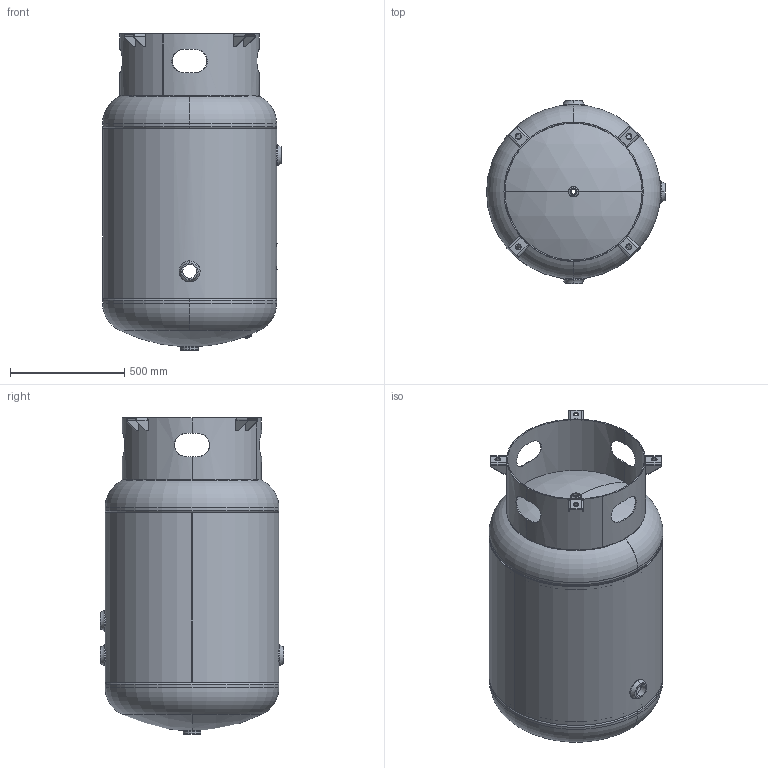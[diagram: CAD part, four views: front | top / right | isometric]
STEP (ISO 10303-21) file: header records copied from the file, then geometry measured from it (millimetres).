
FILE_DESCRIPTION (( 'STEP AP203' ), '1' );
FILE_NAME ('302423.step', '2013-07-24T14:56:58', ( '' ), ( '' ), 'SwSTEP 2.0', 'SolidWorks 2012', '' );
FILE_SCHEMA (( 'CONFIG_CONTROL_DESIGN' ));
Length unit declared in the file: inch
Products named in the file (1): 302423
Bounding box: 783.13 x 803.76 x 1385.35 mm (x, y, z)
Surface area: 7337984.2 mm2 (no closed solid volume)
Topology: 0 solids, 23 shells, 255 faces, 678 edges, 434 vertices
Faces by surface type: plane 105, cylinder 72, torus 50, bspline 20, sphere 8
Full cylindrical faces by diameter (mm): 750.468 x1, 762 x1
Entity records: 14999 total; most frequent: CARTESIAN_POINT 8620, DIRECTION 1372, ORIENTED_EDGE 1186, EDGE_CURVE 678, AXIS2_PLACEMENT_3D 544, VERTEX_POINT 434, CIRCLE 308, EDGE_LOOP 294
